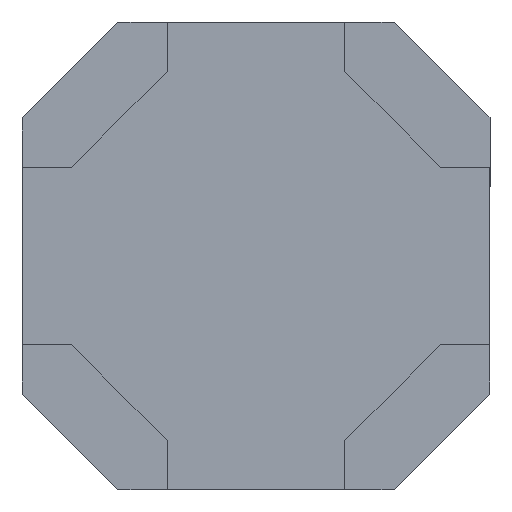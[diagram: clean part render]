
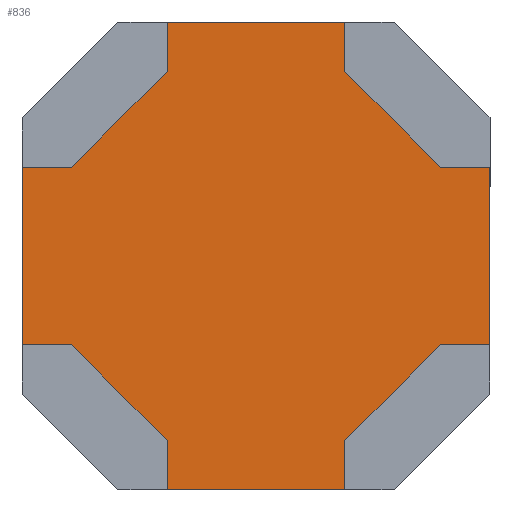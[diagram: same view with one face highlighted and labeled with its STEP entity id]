
A CAD part, front view. The second image highlights one B-rep face of the part: STEP entity #836.
In plain terms, the highlighted planar face has unit normal (0, -1, 0).
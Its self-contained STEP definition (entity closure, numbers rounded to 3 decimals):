
#9 = ORIENTED_EDGE ( 'NONE', *, *, #3642, .T. ) ;
#30 = CARTESIAN_POINT ( 'NONE',  ( -0.925, 0.2, -1.925 ) ) ;
#120 = CARTESIAN_POINT ( 'NONE',  ( 0.925, 0.2, -1.925 ) ) ;
#145 = ORIENTED_EDGE ( 'NONE', *, *, #1451, .F. ) ;
#172 = CARTESIAN_POINT ( 'NONE',  ( -0.925, 0.2, -0.925 ) ) ;
#229 = DIRECTION ( 'NONE',  ( 0., 0., 1. ) ) ;
#285 = AXIS2_PLACEMENT_3D ( 'NONE', #1628, #5171, #3621 ) ;
#303 = ORIENTED_EDGE ( 'NONE', *, *, #2832, .F. ) ;
#370 = CARTESIAN_POINT ( 'NONE',  ( -2.44, 0.2, -0.925 ) ) ;
#470 = CARTESIAN_POINT ( 'NONE',  ( -2.44, 0.2, 2.44 ) ) ;
#472 = CARTESIAN_POINT ( 'NONE',  ( -0.925, 0.2, -2.44 ) ) ;
#497 = DIRECTION ( 'NONE',  ( -0.707, 0., -0.707 ) ) ;
#498 = VERTEX_POINT ( 'NONE', #4058 ) ;
#509 = CARTESIAN_POINT ( 'NONE',  ( -0.925, 0.2, -1.925 ) ) ;
#570 = ORIENTED_EDGE ( 'NONE', *, *, #2235, .F. ) ;
#578 = VERTEX_POINT ( 'NONE', #2870 ) ;
#711 = CARTESIAN_POINT ( 'NONE',  ( -0.925, 0.2, -0.925 ) ) ;
#757 = VERTEX_POINT ( 'NONE', #4647 ) ;
#836 = ADVANCED_FACE ( 'NONE', ( #869 ), #3169, .F. ) ;
#869 = FACE_OUTER_BOUND ( 'NONE', #5076, .T. ) ;
#876 = CARTESIAN_POINT ( 'NONE',  ( -0.925, 0.2, 2.44 ) ) ;
#883 = VERTEX_POINT ( 'NONE', #472 ) ;
#901 = ORIENTED_EDGE ( 'NONE', *, *, #3722, .F. ) ;
#934 = VECTOR ( 'NONE', #3216, 1000. ) ;
#950 = ORIENTED_EDGE ( 'NONE', *, *, #3373, .F. ) ;
#953 = EDGE_CURVE ( 'NONE', #4893, #2632, #3249, .T. ) ;
#997 = VECTOR ( 'NONE', #3277, 1000. ) ;
#1000 = DIRECTION ( 'NONE',  ( 0., 0., 1. ) ) ;
#1018 = CARTESIAN_POINT ( 'NONE',  ( 1.925, 0.2, 0.925 ) ) ;
#1042 = DIRECTION ( 'NONE',  ( 0., 0., 1. ) ) ;
#1096 = ORIENTED_EDGE ( 'NONE', *, *, #4831, .T. ) ;
#1099 = CARTESIAN_POINT ( 'NONE',  ( -2.44, 0.2, 0.925 ) ) ;
#1186 = LINE ( 'NONE', #3945, #5108 ) ;
#1213 = ORIENTED_EDGE ( 'NONE', *, *, #4408, .F. ) ;
#1267 = CARTESIAN_POINT ( 'NONE',  ( 0.925, 0.2, 1.925 ) ) ;
#1298 = CARTESIAN_POINT ( 'NONE',  ( 0.925, 0.2, -0.925 ) ) ;
#1370 = VECTOR ( 'NONE', #1042, 1000. ) ;
#1451 = EDGE_CURVE ( 'NONE', #2749, #3328, #1186, .T. ) ;
#1476 = DIRECTION ( 'NONE',  ( 1., 0., 0. ) ) ;
#1622 = CARTESIAN_POINT ( 'NONE',  ( -1.925, 0.2, 0.925 ) ) ;
#1628 = CARTESIAN_POINT ( 'NONE',  ( -2.44, 0.2, -0.925 ) ) ;
#1658 = VECTOR ( 'NONE', #4352, 1000. ) ;
#1698 = ORIENTED_EDGE ( 'NONE', *, *, #1855, .F. ) ;
#1734 = CARTESIAN_POINT ( 'NONE',  ( -2.44, 0.2, -2.44 ) ) ;
#1742 = DIRECTION ( 'NONE',  ( -1., 0., 0. ) ) ;
#1779 = VECTOR ( 'NONE', #2039, 1000. ) ;
#1786 = ORIENTED_EDGE ( 'NONE', *, *, #953, .F. ) ;
#1801 = VERTEX_POINT ( 'NONE', #2814 ) ;
#1855 = EDGE_CURVE ( 'NONE', #1983, #4893, #4749, .T. ) ;
#1921 = VERTEX_POINT ( 'NONE', #1267 ) ;
#1983 = VERTEX_POINT ( 'NONE', #509 ) ;
#2004 = VECTOR ( 'NONE', #1476, 1000. ) ;
#2006 = CARTESIAN_POINT ( 'NONE',  ( -2.44, 0.2, -2.44 ) ) ;
#2039 = DIRECTION ( 'NONE',  ( 1., 0., 0. ) ) ;
#2074 = DIRECTION ( 'NONE',  ( -1., 0., 0. ) ) ;
#2088 = VECTOR ( 'NONE', #4800, 1000. ) ;
#2091 = DIRECTION ( 'NONE',  ( 0., 0., -1. ) ) ;
#2125 = DIRECTION ( 'NONE',  ( 0., 0., -1. ) ) ;
#2235 = EDGE_CURVE ( 'NONE', #4627, #4928, #4481, .T. ) ;
#2271 = VECTOR ( 'NONE', #1742, 1000. ) ;
#2279 = CARTESIAN_POINT ( 'NONE',  ( 2.44, 0.2, -2.44 ) ) ;
#2331 = VECTOR ( 'NONE', #2074, 1000. ) ;
#2345 = LINE ( 'NONE', #1622, #2088 ) ;
#2357 = VERTEX_POINT ( 'NONE', #4524 ) ;
#2426 = CARTESIAN_POINT ( 'NONE',  ( 0.925, 0.2, 1.925 ) ) ;
#2434 = EDGE_CURVE ( 'NONE', #4230, #2357, #3612, .T. ) ;
#2453 = EDGE_CURVE ( 'NONE', #757, #578, #4240, .T. ) ;
#2465 = LINE ( 'NONE', #2426, #1658 ) ;
#2540 = ORIENTED_EDGE ( 'NONE', *, *, #2434, .T. ) ;
#2603 = DIRECTION ( 'NONE',  ( -1., 0., 0. ) ) ;
#2632 = VERTEX_POINT ( 'NONE', #370 ) ;
#2639 = LINE ( 'NONE', #1734, #4142 ) ;
#2748 = VECTOR ( 'NONE', #2603, 1000. ) ;
#2749 = VERTEX_POINT ( 'NONE', #4126 ) ;
#2814 = CARTESIAN_POINT ( 'NONE',  ( 0.925, 0.2, -2.44 ) ) ;
#2832 = EDGE_CURVE ( 'NONE', #883, #1983, #2913, .T. ) ;
#2847 = VECTOR ( 'NONE', #3838, 1000. ) ;
#2870 = CARTESIAN_POINT ( 'NONE',  ( -1.925, 0.2, 0.925 ) ) ;
#2913 = LINE ( 'NONE', #172, #3055 ) ;
#2953 = VERTEX_POINT ( 'NONE', #1018 ) ;
#2996 = ORIENTED_EDGE ( 'NONE', *, *, #3657, .F. ) ;
#3001 = LINE ( 'NONE', #4985, #2748 ) ;
#3055 = VECTOR ( 'NONE', #1000, 1000. ) ;
#3169 = PLANE ( 'NONE',  #285 ) ;
#3216 = DIRECTION ( 'NONE',  ( -0.707, 0., 0.707 ) ) ;
#3231 = CARTESIAN_POINT ( 'NONE',  ( -1.925, 0.2, -0.925 ) ) ;
#3249 = LINE ( 'NONE', #3654, #997 ) ;
#3277 = DIRECTION ( 'NONE',  ( -1., 0., 0. ) ) ;
#3328 = VERTEX_POINT ( 'NONE', #120 ) ;
#3373 = EDGE_CURVE ( 'NONE', #3328, #1801, #3419, .T. ) ;
#3380 = LINE ( 'NONE', #470, #2331 ) ;
#3409 = CARTESIAN_POINT ( 'NONE',  ( 0.925, 0.2, -0.925 ) ) ;
#3419 = LINE ( 'NONE', #1298, #3550 ) ;
#3466 = EDGE_CURVE ( 'NONE', #498, #1921, #3917, .T. ) ;
#3550 = VECTOR ( 'NONE', #2125, 1000. ) ;
#3612 = LINE ( 'NONE', #2279, #1370 ) ;
#3621 = DIRECTION ( 'NONE',  ( 0., 0., 1. ) ) ;
#3629 = ORIENTED_EDGE ( 'NONE', *, *, #3754, .T. ) ;
#3636 = ORIENTED_EDGE ( 'NONE', *, *, #2453, .F. ) ;
#3642 = EDGE_CURVE ( 'NONE', #883, #1801, #4804, .T. ) ;
#3654 = CARTESIAN_POINT ( 'NONE',  ( -2.44, 0.2, -0.925 ) ) ;
#3657 = EDGE_CURVE ( 'NONE', #1921, #2953, #2465, .T. ) ;
#3659 = CARTESIAN_POINT ( 'NONE',  ( -2.44, 0.2, -0.925 ) ) ;
#3722 = EDGE_CURVE ( 'NONE', #578, #4627, #2345, .T. ) ;
#3754 = EDGE_CURVE ( 'NONE', #757, #2632, #2639, .T. ) ;
#3813 = LINE ( 'NONE', #3659, #2271 ) ;
#3838 = DIRECTION ( 'NONE',  ( 0., 0., -1. ) ) ;
#3917 = LINE ( 'NONE', #3409, #2847 ) ;
#3945 = CARTESIAN_POINT ( 'NONE',  ( 1.925, 0.2, -0.925 ) ) ;
#3963 = ORIENTED_EDGE ( 'NONE', *, *, #5146, .T. ) ;
#4058 = CARTESIAN_POINT ( 'NONE',  ( 0.925, 0.2, 2.44 ) ) ;
#4126 = CARTESIAN_POINT ( 'NONE',  ( 1.925, 0.2, -0.925 ) ) ;
#4142 = VECTOR ( 'NONE', #2091, 1000. ) ;
#4222 = CARTESIAN_POINT ( 'NONE',  ( -0.925, 0.2, 1.925 ) ) ;
#4230 = VERTEX_POINT ( 'NONE', #5023 ) ;
#4240 = LINE ( 'NONE', #1099, #2004 ) ;
#4352 = DIRECTION ( 'NONE',  ( 0.707, 0., -0.707 ) ) ;
#4408 = EDGE_CURVE ( 'NONE', #4230, #2749, #3813, .T. ) ;
#4481 = LINE ( 'NONE', #711, #4924 ) ;
#4524 = CARTESIAN_POINT ( 'NONE',  ( 2.44, 0.2, 0.925 ) ) ;
#4563 = ORIENTED_EDGE ( 'NONE', *, *, #3466, .F. ) ;
#4627 = VERTEX_POINT ( 'NONE', #4222 ) ;
#4647 = CARTESIAN_POINT ( 'NONE',  ( -2.44, 0.2, 0.925 ) ) ;
#4749 = LINE ( 'NONE', #30, #934 ) ;
#4800 = DIRECTION ( 'NONE',  ( 0.707, 0., 0.707 ) ) ;
#4804 = LINE ( 'NONE', #2006, #1779 ) ;
#4831 = EDGE_CURVE ( 'NONE', #498, #4928, #3380, .T. ) ;
#4893 = VERTEX_POINT ( 'NONE', #3231 ) ;
#4924 = VECTOR ( 'NONE', #229, 1000. ) ;
#4928 = VERTEX_POINT ( 'NONE', #876 ) ;
#4985 = CARTESIAN_POINT ( 'NONE',  ( -2.44, 0.2, 0.925 ) ) ;
#5023 = CARTESIAN_POINT ( 'NONE',  ( 2.44, 0.2, -0.925 ) ) ;
#5076 = EDGE_LOOP ( 'NONE', ( #2996, #4563, #1096, #570, #901, #3636, #3629, #1786, #1698, #303, #9, #950, #145, #1213, #2540, #3963 ) ) ;
#5108 = VECTOR ( 'NONE', #497, 1000. ) ;
#5146 = EDGE_CURVE ( 'NONE', #2357, #2953, #3001, .T. ) ;
#5171 = DIRECTION ( 'NONE',  ( 0., 1., 0. ) ) ;
